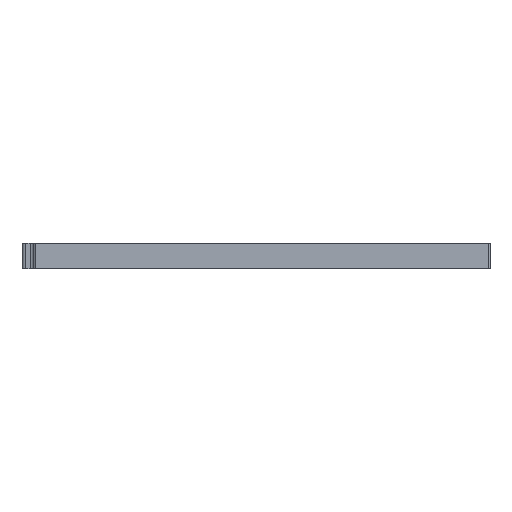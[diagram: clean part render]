
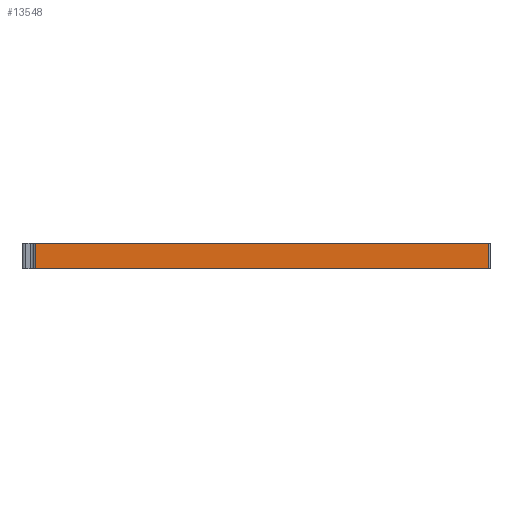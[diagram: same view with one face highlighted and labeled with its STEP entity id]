
A CAD part, top view. The second image highlights one B-rep face of the part: STEP entity #13548.
In plain terms, the highlighted planar face has unit normal (0, 0, 1).
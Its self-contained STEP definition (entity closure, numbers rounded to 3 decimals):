
#491 = EDGE_CURVE ( 'NONE', #3731, #3082, #13332, .T. ) ;
#655 = EDGE_CURVE ( 'NONE', #13992, #3082, #12393, .T. ) ;
#744 = VECTOR ( 'NONE', #4675, 1000. ) ;
#1152 = DIRECTION ( 'NONE',  ( 0., 1., 0. ) ) ;
#1658 = CARTESIAN_POINT ( 'NONE',  ( -180.713, -5., 0. ) ) ;
#1705 = CARTESIAN_POINT ( 'NONE',  ( -0.5, -5., 0. ) ) ;
#1754 = ORIENTED_EDGE ( 'NONE', *, *, #7720, .T. ) ;
#3082 = VERTEX_POINT ( 'NONE', #6103 ) ;
#3430 = CARTESIAN_POINT ( 'NONE',  ( -181.213, -5., 0. ) ) ;
#3731 = VERTEX_POINT ( 'NONE', #6798 ) ;
#3779 = ORIENTED_EDGE ( 'NONE', *, *, #491, .F. ) ;
#4061 = CARTESIAN_POINT ( 'NONE',  ( -181.213, 5., 0. ) ) ;
#4166 = AXIS2_PLACEMENT_3D ( 'NONE', #14804, #14597, #9858 ) ;
#4267 = VECTOR ( 'NONE', #1152, 1000. ) ;
#4675 = DIRECTION ( 'NONE',  ( -1., 0., 0. ) ) ;
#5424 = FACE_OUTER_BOUND ( 'NONE', #18929, .T. ) ;
#6103 = CARTESIAN_POINT ( 'NONE',  ( -0.5, 5., 0. ) ) ;
#6552 = DIRECTION ( 'NONE',  ( 0., -1., 0. ) ) ;
#6798 = CARTESIAN_POINT ( 'NONE',  ( -180.713, 5., 0. ) ) ;
#7223 = VECTOR ( 'NONE', #19659, 1000. ) ;
#7720 = EDGE_CURVE ( 'NONE', #3731, #18353, #17382, .T. ) ;
#9532 = CARTESIAN_POINT ( 'NONE',  ( -180.713, 5., 0. ) ) ;
#9858 = DIRECTION ( 'NONE',  ( -1., 0., 0. ) ) ;
#10029 = ORIENTED_EDGE ( 'NONE', *, *, #655, .T. ) ;
#10650 = CARTESIAN_POINT ( 'NONE',  ( -0.5, 5., 0. ) ) ;
#11701 = PLANE ( 'NONE',  #4166 ) ;
#12393 = LINE ( 'NONE', #10650, #4267 ) ;
#12576 = ORIENTED_EDGE ( 'NONE', *, *, #17221, .F. ) ;
#13332 = LINE ( 'NONE', #4061, #7223 ) ;
#13548 = ADVANCED_FACE ( 'NONE', ( #5424 ), #11701, .F. ) ;
#13992 = VERTEX_POINT ( 'NONE', #1705 ) ;
#14597 = DIRECTION ( 'NONE',  ( 0., 0., -1. ) ) ;
#14804 = CARTESIAN_POINT ( 'NONE',  ( -181.213, 5., 0. ) ) ;
#14836 = VECTOR ( 'NONE', #6552, 1000. ) ;
#17221 = EDGE_CURVE ( 'NONE', #13992, #18353, #17575, .T. ) ;
#17382 = LINE ( 'NONE', #9532, #14836 ) ;
#17575 = LINE ( 'NONE', #3430, #744 ) ;
#18353 = VERTEX_POINT ( 'NONE', #1658 ) ;
#18929 = EDGE_LOOP ( 'NONE', ( #12576, #10029, #3779, #1754 ) ) ;
#19659 = DIRECTION ( 'NONE',  ( 1., 0., 0. ) ) ;
